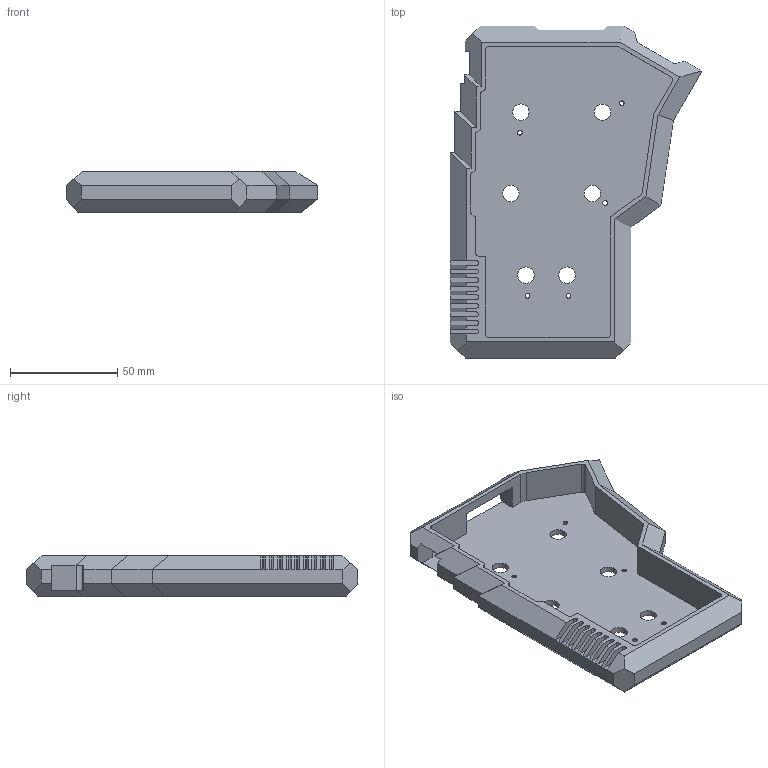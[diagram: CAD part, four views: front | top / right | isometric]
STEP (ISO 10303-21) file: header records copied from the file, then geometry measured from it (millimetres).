
FILE_DESCRIPTION(('HOOPS Exchange Step'),'2;1');
FILE_NAME('temp_export','2022-09-21T12:09:27-04:00',('mobile'),('Shapr3D Limited'),'HOOPS Exchange 2022.1','Shapr3D','Authorized');
FILE_SCHEMA( ('AP203_CONFIGURATION_CONTROLLED_3D_DESIGN_OF_MECHANICAL_PARTS_AND_ASSEMBLIES_MIM_LF') );
Length unit declared in the file: millimetre
Products named in the file (1): Case
Bounding box: 117.35 x 154.76 x 18.7 mm (x, y, z)
Volume: 87149.6 mm3; surface area: 41940.6 mm2
Topology: 1 solids, 1 shells, 173 faces, 470 edges, 300 vertices
Faces by surface type: plane 121, cylinder 31, bspline 20, extrusion 1
Full cylindrical faces by diameter (mm): 3.9 x5, 7.668 x6
Entity records: 6029 total; most frequent: CARTESIAN_POINT 1691, ORIENTED_EDGE 938, DIRECTION 800, EDGE_CURVE 469, VECTOR 370, LINE 369, VERTEX_POINT 300, AXIS2_PLACEMENT_3D 215
